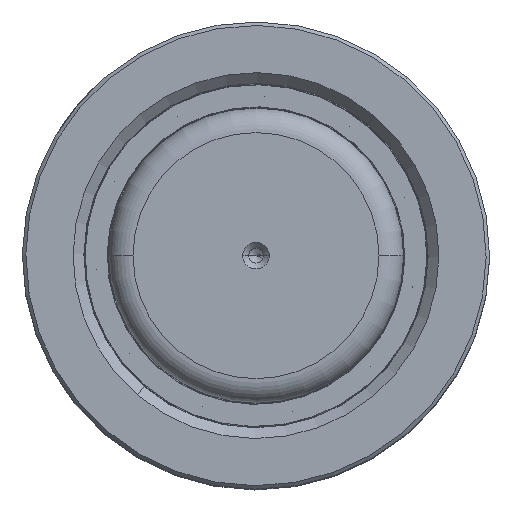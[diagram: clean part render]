
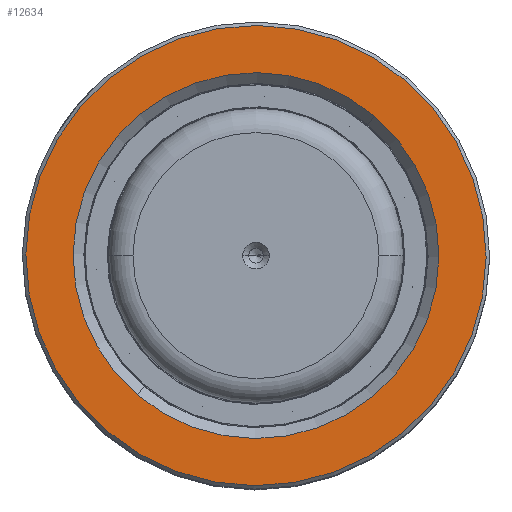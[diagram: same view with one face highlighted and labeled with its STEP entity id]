
A CAD part, top view. The second image highlights one B-rep face of the part: STEP entity #12634.
In plain terms, the highlighted planar face has unit normal (0, 0, 1).
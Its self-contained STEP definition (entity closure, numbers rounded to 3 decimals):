
#427 = CARTESIAN_POINT ( 'NONE',  ( 0., 0., 100. ) ) ;
#1106 = DIRECTION ( 'NONE',  ( 1., 0., 0. ) ) ;
#1415 = EDGE_CURVE ( 'NONE', #20771, #32443, #38852, .T. ) ;
#2867 = DIRECTION ( 'NONE',  ( 1., 0., 0. ) ) ;
#3516 = PLANE ( 'NONE',  #5352 ) ;
#5352 = AXIS2_PLACEMENT_3D ( 'NONE', #427, #17800, #27311 ) ;
#5427 = CARTESIAN_POINT ( 'NONE',  ( -37.2, 0., 100. ) ) ;
#5468 = VERTEX_POINT ( 'NONE', #9471 ) ;
#7303 = CARTESIAN_POINT ( 'NONE',  ( 0., 0., 100. ) ) ;
#9471 = CARTESIAN_POINT ( 'NONE',  ( 37.2, 0., 100. ) ) ;
#12634 = ADVANCED_FACE ( 'NONE', ( #38580, #41350 ), #3516, .T. ) ;
#14230 = CARTESIAN_POINT ( 'NONE',  ( 0., 0., 100. ) ) ;
#15628 = DIRECTION ( 'NONE',  ( 0., 0., 1. ) ) ;
#16022 = ORIENTED_EDGE ( 'NONE', *, *, #48708, .T. ) ;
#16414 = CIRCLE ( 'NONE', #44766, 37.2 ) ;
#17732 = DIRECTION ( 'NONE',  ( 1., 0., 0. ) ) ;
#17800 = DIRECTION ( 'NONE',  ( 0., 0., 1. ) ) ;
#20771 = VERTEX_POINT ( 'NONE', #52637 ) ;
#21614 = CARTESIAN_POINT ( 'NONE',  ( 0., 0., 100. ) ) ;
#23322 = CIRCLE ( 'NONE', #24391, 46.8 ) ;
#24391 = AXIS2_PLACEMENT_3D ( 'NONE', #21614, #44186, #17732 ) ;
#24424 = ORIENTED_EDGE ( 'NONE', *, *, #26228, .T. ) ;
#25561 = ORIENTED_EDGE ( 'NONE', *, *, #1415, .T. ) ;
#26228 = EDGE_CURVE ( 'NONE', #5468, #41649, #16414, .T. ) ;
#27311 = DIRECTION ( 'NONE',  ( 1., 0., 0. ) ) ;
#29619 = EDGE_CURVE ( 'NONE', #41649, #5468, #34302, .T. ) ;
#31442 = DIRECTION ( 'NONE',  ( 0., 0., -1. ) ) ;
#32443 = VERTEX_POINT ( 'NONE', #50466 ) ;
#34096 = CARTESIAN_POINT ( 'NONE',  ( 0., 0., 100. ) ) ;
#34219 = ORIENTED_EDGE ( 'NONE', *, *, #29619, .T. ) ;
#34302 = CIRCLE ( 'NONE', #51048, 37.2 ) ;
#38544 = DIRECTION ( 'NONE',  ( 0., 0., -1. ) ) ;
#38580 = FACE_OUTER_BOUND ( 'NONE', #50272, .T. ) ;
#38793 = EDGE_LOOP ( 'NONE', ( #24424, #34219 ) ) ;
#38852 = CIRCLE ( 'NONE', #56128, 46.8 ) ;
#41350 = FACE_BOUND ( 'NONE', #38793, .T. ) ;
#41649 = VERTEX_POINT ( 'NONE', #5427 ) ;
#43521 = DIRECTION ( 'NONE',  ( 1., 0., 0. ) ) ;
#44186 = DIRECTION ( 'NONE',  ( 0., 0., 1. ) ) ;
#44766 = AXIS2_PLACEMENT_3D ( 'NONE', #14230, #31442, #1106 ) ;
#48708 = EDGE_CURVE ( 'NONE', #32443, #20771, #23322, .T. ) ;
#50272 = EDGE_LOOP ( 'NONE', ( #25561, #16022 ) ) ;
#50466 = CARTESIAN_POINT ( 'NONE',  ( 46.8, 0., 100. ) ) ;
#51048 = AXIS2_PLACEMENT_3D ( 'NONE', #34096, #38544, #43521 ) ;
#52637 = CARTESIAN_POINT ( 'NONE',  ( -46.8, 0., 100. ) ) ;
#56128 = AXIS2_PLACEMENT_3D ( 'NONE', #7303, #15628, #2867 ) ;
